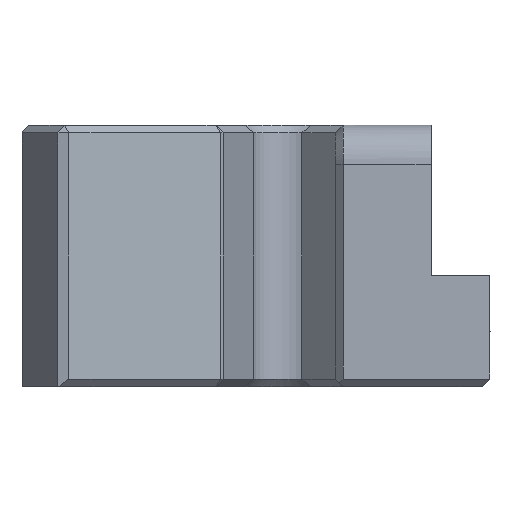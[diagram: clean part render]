
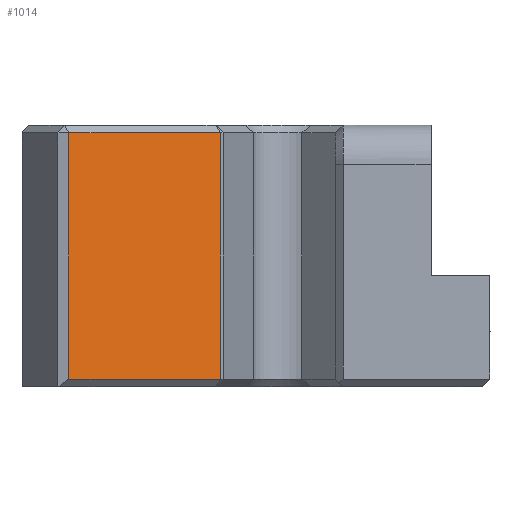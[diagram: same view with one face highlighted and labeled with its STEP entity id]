
A CAD part, left-side view. The second image highlights one B-rep face of the part: STEP entity #1014.
In plain terms, the highlighted planar face has unit normal (-0.819, -0.574, 0).
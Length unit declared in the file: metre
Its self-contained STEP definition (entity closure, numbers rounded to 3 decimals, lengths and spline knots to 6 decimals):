
#48=PLANE('',#1112);
#270=ORIENTED_EDGE('',*,*,#482,.T.);
#271=ORIENTED_EDGE('',*,*,#483,.T.);
#272=ORIENTED_EDGE('',*,*,#484,.T.);
#273=ORIENTED_EDGE('',*,*,#485,.T.);
#482=EDGE_CURVE('',#596,#597,#684,.T.);
#483=EDGE_CURVE('',#597,#598,#685,.T.);
#484=EDGE_CURVE('',#598,#599,#686,.T.);
#485=EDGE_CURVE('',#599,#596,#687,.T.);
#596=VERTEX_POINT('',#1683);
#597=VERTEX_POINT('',#1684);
#598=VERTEX_POINT('',#1686);
#599=VERTEX_POINT('',#1688);
#684=LINE('',#1682,#795);
#685=LINE('',#1685,#796);
#686=LINE('',#1687,#797);
#687=LINE('',#1689,#798);
#795=VECTOR('',#1336,1.);
#796=VECTOR('',#1337,1.);
#797=VECTOR('',#1338,1.);
#798=VECTOR('',#1339,1.);
#872=EDGE_LOOP('',(#270,#271,#272,#273));
#944=FACE_BOUND('',#872,.T.);
#1014=ADVANCED_FACE('',(#944),#48,.T.);
#1112=AXIS2_PLACEMENT_3D('',#1681,#1334,#1335);
#1334=DIRECTION('',(-0.819,-0.574,0.));
#1335=DIRECTION('',(0.574,-0.819,0.));
#1336=DIRECTION('',(0.,0.,-1.));
#1337=DIRECTION('',(0.574,-0.819,0.));
#1338=DIRECTION('',(0.,0.,1.));
#1339=DIRECTION('',(-0.574,0.819,0.));
#1681=CARTESIAN_POINT('',(0.175679,0.127538,-0.024802));
#1682=CARTESIAN_POINT('',(0.173054,0.131288,-0.024802));
#1683=CARTESIAN_POINT('',(0.173054,0.131288,-0.01185));
#1684=CARTESIAN_POINT('',(0.173054,0.131288,-0.0244));
#1685=CARTESIAN_POINT('',(0.178534,0.123461,-0.0244));
#1686=CARTESIAN_POINT('',(0.178468,0.123555,-0.0244));
#1687=CARTESIAN_POINT('',(0.178468,0.123555,-0.01145));
#1688=CARTESIAN_POINT('',(0.178468,0.123555,-0.01185));
#1689=CARTESIAN_POINT('',(0.175679,0.127538,-0.01185));
